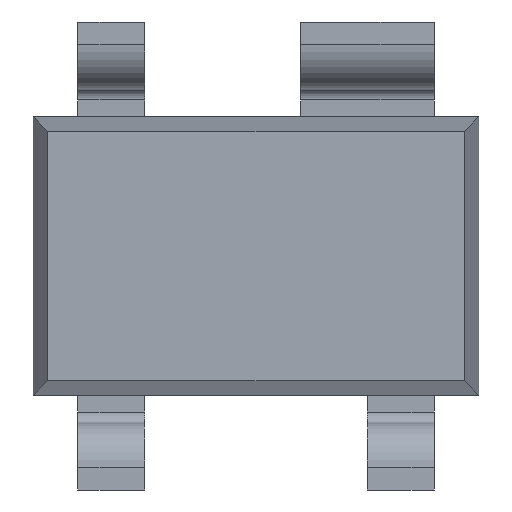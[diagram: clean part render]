
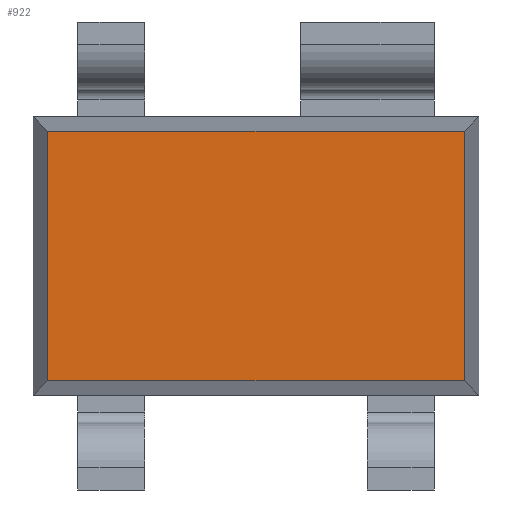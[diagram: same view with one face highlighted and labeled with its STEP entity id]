
A CAD part, front view. The second image highlights one B-rep face of the part: STEP entity #922.
In plain terms, the highlighted planar face has unit normal (0, -1, 0).
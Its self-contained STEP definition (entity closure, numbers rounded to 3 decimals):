
#18 = ORIENTED_EDGE ( 'NONE', *, *, #494, .T. ) ;
#44 = VECTOR ( 'NONE', #734, 1000. ) ;
#51 = VERTEX_POINT ( 'NONE', #612 ) ;
#177 = EDGE_CURVE ( 'NONE', #1525, #1023, #472, .T. ) ;
#300 = PLANE ( 'NONE',  #667 ) ;
#312 = CARTESIAN_POINT ( 'NONE',  ( 1., 0.1, -0.559 ) ) ;
#317 = ORIENTED_EDGE ( 'NONE', *, *, #1628, .T. ) ;
#342 = CARTESIAN_POINT ( 'NONE',  ( 0.934, 0.1, -0.559 ) ) ;
#425 = DIRECTION ( 'NONE',  ( 0., 1., 0. ) ) ;
#472 = LINE ( 'NONE', #312, #1259 ) ;
#494 = EDGE_CURVE ( 'NONE', #1023, #51, #1162, .T. ) ;
#538 = CARTESIAN_POINT ( 'NONE',  ( -0.934, 0.1, 0.559 ) ) ;
#612 = CARTESIAN_POINT ( 'NONE',  ( 0.934, 0.1, 0.559 ) ) ;
#667 = AXIS2_PLACEMENT_3D ( 'NONE', #1291, #425, #914 ) ;
#726 = EDGE_CURVE ( 'NONE', #2078, #1525, #1651, .T. ) ;
#734 = DIRECTION ( 'NONE',  ( -1., 0., 0. ) ) ;
#850 = CARTESIAN_POINT ( 'NONE',  ( -0.934, 0.1, -0.625 ) ) ;
#876 = CARTESIAN_POINT ( 'NONE',  ( -1., 0.1, 0.559 ) ) ;
#914 = DIRECTION ( 'NONE',  ( 0., 0., 1. ) ) ;
#922 = ADVANCED_FACE ( 'NONE', ( #1779 ), #300, .F. ) ;
#1023 = VERTEX_POINT ( 'NONE', #342 ) ;
#1128 = DIRECTION ( 'NONE',  ( 0., 0., 1. ) ) ;
#1162 = LINE ( 'NONE', #1497, #1436 ) ;
#1222 = VECTOR ( 'NONE', #2138, 1000. ) ;
#1259 = VECTOR ( 'NONE', #1639, 1000. ) ;
#1291 = CARTESIAN_POINT ( 'NONE',  ( 0., 0.1, 0. ) ) ;
#1372 = LINE ( 'NONE', #876, #44 ) ;
#1436 = VECTOR ( 'NONE', #1128, 1000. ) ;
#1497 = CARTESIAN_POINT ( 'NONE',  ( 0.934, 0.1, 0.625 ) ) ;
#1525 = VERTEX_POINT ( 'NONE', #2030 ) ;
#1586 = ORIENTED_EDGE ( 'NONE', *, *, #177, .T. ) ;
#1628 = EDGE_CURVE ( 'NONE', #51, #2078, #1372, .T. ) ;
#1639 = DIRECTION ( 'NONE',  ( 1., 0., 0. ) ) ;
#1651 = LINE ( 'NONE', #850, #1222 ) ;
#1779 = FACE_OUTER_BOUND ( 'NONE', #1930, .T. ) ;
#1930 = EDGE_LOOP ( 'NONE', ( #2005, #1586, #18, #317 ) ) ;
#2005 = ORIENTED_EDGE ( 'NONE', *, *, #726, .T. ) ;
#2030 = CARTESIAN_POINT ( 'NONE',  ( -0.934, 0.1, -0.559 ) ) ;
#2078 = VERTEX_POINT ( 'NONE', #538 ) ;
#2138 = DIRECTION ( 'NONE',  ( 0., 0., -1. ) ) ;
